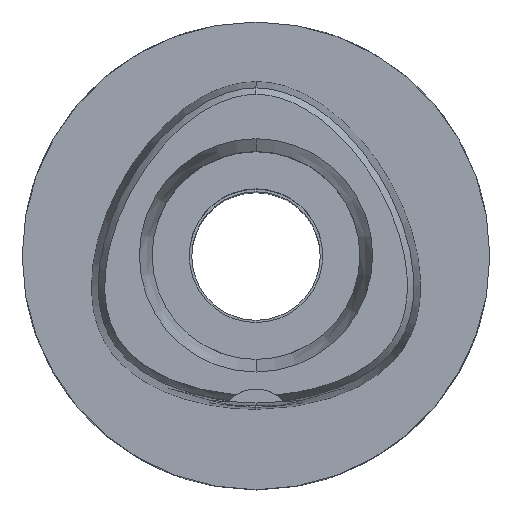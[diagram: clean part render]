
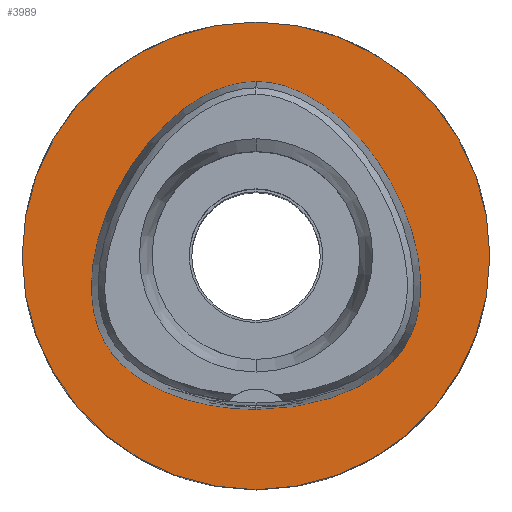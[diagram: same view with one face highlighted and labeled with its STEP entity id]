
A CAD part, top view. The second image highlights one B-rep face of the part: STEP entity #3989.
In plain terms, the highlighted planar face has unit normal (0, 0, 1).
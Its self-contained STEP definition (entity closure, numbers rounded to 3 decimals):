
#68 = CARTESIAN_POINT ( 'NONE',  ( 0., 0., 0. ) ) ;
#118 = ORIENTED_EDGE ( 'NONE', *, *, #3344, .F. ) ;
#191 = CARTESIAN_POINT ( 'NONE',  ( -22.245, -4.1, 0. ) ) ;
#532 = CARTESIAN_POINT ( 'NONE',  ( -5.098, 22.526, 0. ) ) ;
#556 = CARTESIAN_POINT ( 'NONE',  ( -21.978, -0.281, 0. ) ) ;
#678 = DIRECTION ( 'NONE',  ( 0., -1., 0. ) ) ;
#700 = CARTESIAN_POINT ( 'NONE',  ( 18.068, 10.432, 0. ) ) ;
#731 = EDGE_CURVE ( 'NONE', #1554, #3645, #2927, .T. ) ;
#743 = CARTESIAN_POINT ( 'NONE',  ( 22.245, -4.1, 0. ) ) ;
#897 = EDGE_CURVE ( 'NONE', #3273, #1546, #3941, .T. ) ;
#1059 = CARTESIAN_POINT ( 'NONE',  ( 11.233, -18.893, 0. ) ) ;
#1122 = EDGE_LOOP ( 'NONE', ( #2924, #2650 ) ) ;
#1208 = AXIS2_PLACEMENT_3D ( 'NONE', #1434, #2973, #678 ) ;
#1310 = CARTESIAN_POINT ( 'NONE',  ( -10.746, 19.174, 0. ) ) ;
#1384 = CARTESIAN_POINT ( 'NONE',  ( -2.114, -20.675, 0. ) ) ;
#1434 = CARTESIAN_POINT ( 'NONE',  ( 0., 0., 0. ) ) ;
#1475 = CARTESIAN_POINT ( 'NONE',  ( 16.959, -15.678, 0. ) ) ;
#1501 = CARTESIAN_POINT ( 'NONE',  ( 21.978, -0.281, 0. ) ) ;
#1526 = CARTESIAN_POINT ( 'NONE',  ( 2.565, 23.293, 0. ) ) ;
#1546 = VERTEX_POINT ( 'NONE', #4819 ) ;
#1554 = VERTEX_POINT ( 'NONE', #4018 ) ;
#1688 = CIRCLE ( 'NONE', #1924, 31.5 ) ;
#1718 = CARTESIAN_POINT ( 'NONE',  ( -22.057, -6.848, 0. ) ) ;
#1835 = CARTESIAN_POINT ( 'NONE',  ( 2.114, -20.675, 0. ) ) ;
#1924 = AXIS2_PLACEMENT_3D ( 'NONE', #3135, #4584, #3462 ) ;
#2007 = FACE_OUTER_BOUND ( 'NONE', #1122, .T. ) ;
#2119 = EDGE_CURVE ( 'NONE', #1546, #3273, #1688, .T. ) ;
#2218 = CARTESIAN_POINT ( 'NONE',  ( 6.341, -20.298, 0. ) ) ;
#2220 = CARTESIAN_POINT ( 'NONE',  ( 0., -20.675, 0. ) ) ;
#2241 = CARTESIAN_POINT ( 'NONE',  ( 18.568, -14.169, 0. ) ) ;
#2478 = CARTESIAN_POINT ( 'NONE',  ( -20.749, 4.657, 0. ) ) ;
#2547 = CARTESIAN_POINT ( 'NONE',  ( -19.649, -12.825, 0. ) ) ;
#2555 = DIRECTION ( 'NONE',  ( 0., 0., -1. ) ) ;
#2570 = CARTESIAN_POINT ( 'NONE',  ( -20.35, -11.749, 0. ) ) ;
#2596 = CARTESIAN_POINT ( 'NONE',  ( 19.649, -12.825, 0. ) ) ;
#2618 = CARTESIAN_POINT ( 'NONE',  ( 14.408, 15.641, 0. ) ) ;
#2642 = CARTESIAN_POINT ( 'NONE',  ( 0., -20.675, 0. ) ) ;
#2650 = ORIENTED_EDGE ( 'NONE', *, *, #897, .F. ) ;
#2665 = CARTESIAN_POINT ( 'NONE',  ( 7.571, 21.315, 0. ) ) ;
#2736 = FACE_BOUND ( 'NONE', #4179, .T. ) ;
#2803 = B_SPLINE_CURVE_WITH_KNOTS ( 'NONE', 3,
 ( #2642, #1835, #2218, #1059, #4509, #1475, #2241, #2596, #4585, #4563, #3016, #4136, #743, #1501, #4157, #700, #2618, #4909, #2665, #4177, #1526, #3772, #3065 ),
 .UNSPECIFIED., .F., .F.,
 ( 4, 1, 1, 1, 1, 1, 1, 1, 1, 1, 1, 1, 1, 1, 1, 1, 1, 1, 1, 1, 4 ),
 ( 0., 0.083, 0.167, 0.208, 0.25, 0.292, 0.313, 0.333, 0.354, 0.375, 0.417, 0.458, 0.5, 0.583, 0.667, 0.75, 0.833, 0.875, 0.917, 0.958, 1. ),
 .UNSPECIFIED. ) ;
#2843 = CARTESIAN_POINT ( 'NONE',  ( -14.408, 15.641, 0. ) ) ;
#2924 = ORIENTED_EDGE ( 'NONE', *, *, #2119, .F. ) ;
#2927 = B_SPLINE_CURVE_WITH_KNOTS ( 'NONE', 3,
 ( #4327, #3963, #3224, #532, #4740, #1310, #2843, #4349, #2478, #556, #191, #1718, #3245, #4762, #2570, #2547, #4092, #3750, #3299, #4842, #4159, #1384, #2220 ),
 .UNSPECIFIED., .F., .F.,
 ( 4, 1, 1, 1, 1, 1, 1, 1, 1, 1, 1, 1, 1, 1, 1, 1, 1, 1, 1, 1, 4 ),
 ( 0., 0.042, 0.083, 0.125, 0.167, 0.25, 0.333, 0.417, 0.5, 0.542, 0.583, 0.625, 0.646, 0.667, 0.688, 0.708, 0.75, 0.792, 0.833, 0.917, 1. ),
 .UNSPECIFIED. ) ;
#2973 = DIRECTION ( 'NONE',  ( 0., 0., -1. ) ) ;
#3016 = CARTESIAN_POINT ( 'NONE',  ( 21.555, -8.996, 0. ) ) ;
#3065 = CARTESIAN_POINT ( 'NONE',  ( 0., 23.475, 0. ) ) ;
#3135 = CARTESIAN_POINT ( 'NONE',  ( 0., 0., 0. ) ) ;
#3224 = CARTESIAN_POINT ( 'NONE',  ( -2.565, 23.293, 0. ) ) ;
#3245 = CARTESIAN_POINT ( 'NONE',  ( -21.555, -8.996, 0. ) ) ;
#3273 = VERTEX_POINT ( 'NONE', #4813 ) ;
#3299 = CARTESIAN_POINT ( 'NONE',  ( -14.673, -17.214, 0. ) ) ;
#3344 = EDGE_CURVE ( 'NONE', #3645, #1554, #2803, .T. ) ;
#3462 = DIRECTION ( 'NONE',  ( 0., 1., 0. ) ) ;
#3533 = PLANE ( 'NONE',  #4570 ) ;
#3645 = VERTEX_POINT ( 'NONE', #3777 ) ;
#3750 = CARTESIAN_POINT ( 'NONE',  ( -16.959, -15.678, 0. ) ) ;
#3772 = CARTESIAN_POINT ( 'NONE',  ( 0.855, 23.475, 0. ) ) ;
#3777 = CARTESIAN_POINT ( 'NONE',  ( 0., -20.675, 0. ) ) ;
#3789 = ORIENTED_EDGE ( 'NONE', *, *, #731, .F. ) ;
#3941 = CIRCLE ( 'NONE', #1208, 31.5 ) ;
#3963 = CARTESIAN_POINT ( 'NONE',  ( -0.855, 23.475, 0. ) ) ;
#3989 = ADVANCED_FACE ( 'NONE', ( #2007, #2736 ), #3533, .F. ) ;
#4018 = CARTESIAN_POINT ( 'NONE',  ( 0., 23.475, 0. ) ) ;
#4092 = CARTESIAN_POINT ( 'NONE',  ( -18.568, -14.169, 0. ) ) ;
#4136 = CARTESIAN_POINT ( 'NONE',  ( 22.057, -6.848, 0. ) ) ;
#4157 = CARTESIAN_POINT ( 'NONE',  ( 20.749, 4.657, 0. ) ) ;
#4159 = CARTESIAN_POINT ( 'NONE',  ( -6.341, -20.298, 0. ) ) ;
#4177 = CARTESIAN_POINT ( 'NONE',  ( 5.098, 22.526, 0. ) ) ;
#4179 = EDGE_LOOP ( 'NONE', ( #3789, #118 ) ) ;
#4327 = CARTESIAN_POINT ( 'NONE',  ( 0., 23.475, 0. ) ) ;
#4349 = CARTESIAN_POINT ( 'NONE',  ( -18.068, 10.432, 0. ) ) ;
#4509 = CARTESIAN_POINT ( 'NONE',  ( 14.673, -17.214, 0. ) ) ;
#4563 = CARTESIAN_POINT ( 'NONE',  ( 20.932, -10.604, 0. ) ) ;
#4570 = AXIS2_PLACEMENT_3D ( 'NONE', #68, #2555, #4799 ) ;
#4584 = DIRECTION ( 'NONE',  ( 0., 0., -1. ) ) ;
#4585 = CARTESIAN_POINT ( 'NONE',  ( 20.35, -11.749, 0. ) ) ;
#4740 = CARTESIAN_POINT ( 'NONE',  ( -7.571, 21.315, 0. ) ) ;
#4762 = CARTESIAN_POINT ( 'NONE',  ( -20.932, -10.604, 0. ) ) ;
#4799 = DIRECTION ( 'NONE',  ( 0., -1., 0. ) ) ;
#4813 = CARTESIAN_POINT ( 'NONE',  ( 0., -31.5, 0. ) ) ;
#4819 = CARTESIAN_POINT ( 'NONE',  ( 0., 31.5, 0. ) ) ;
#4842 = CARTESIAN_POINT ( 'NONE',  ( -11.233, -18.893, 0. ) ) ;
#4909 = CARTESIAN_POINT ( 'NONE',  ( 10.746, 19.174, 0. ) ) ;
